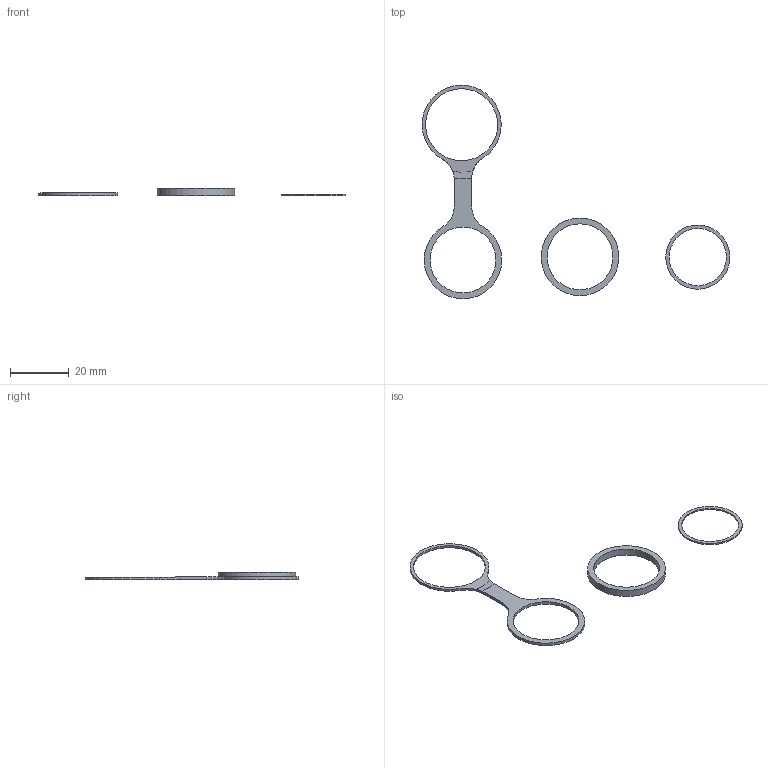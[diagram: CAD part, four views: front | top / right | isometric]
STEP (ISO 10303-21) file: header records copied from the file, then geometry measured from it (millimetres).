
FILE_DESCRIPTION(/* description */ (''),/* implementation_level */ '2;1');
FILE_NAME(/* name */ 'GAL_TPUgaskets-retention_zb_.step',/* time_stamp */ '2023-12-14T09:25:23-06:00',/* author */ (''),/* organization */ (''),/* preprocessor_version */ 'ST-DEVELOPER v20',/* originating_system */ 'Autodesk Translation Framework v12.14.0.127',/* authorisation */ '');
FILE_SCHEMA (('AUTOMOTIVE_DESIGN { 1 0 10303 214 3 1 1 }'));
Length unit declared in the file: millimetre
Products named in the file (3): GAL_v2; body_18650_crane; O-rings
Assembly tree (2 placements, depth 3):
  GAL_v2
    body_18650_crane
      O-rings
Bounding box: 105.06 x 72.91 x 2.5 mm (x, y, z)
Volume: 784.3 mm3; surface area: 1993.2 mm2
Topology: 3 solids, 3 shells, 22 faces, 48 edges, 32 vertices
Faces by surface type: cylinder 12, plane 9, cone 1
Full cylindrical faces by diameter (mm): 19.5 x1, 21.9 x1, 22.5 x2, 24.6 x1, 26.5 x1
Entity records: 757 total; most frequent: DIRECTION 130, CARTESIAN_POINT 118, ORIENTED_EDGE 96, AXIS2_PLACEMENT_3D 56, EDGE_CURVE 48, VERTEX_POINT 32, EDGE_LOOP 30, CIRCLE 28
